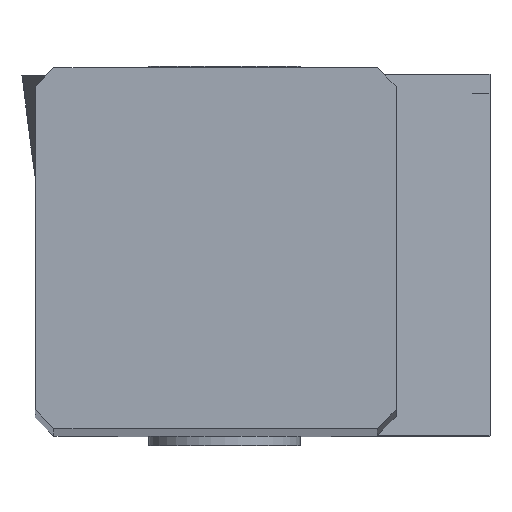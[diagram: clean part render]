
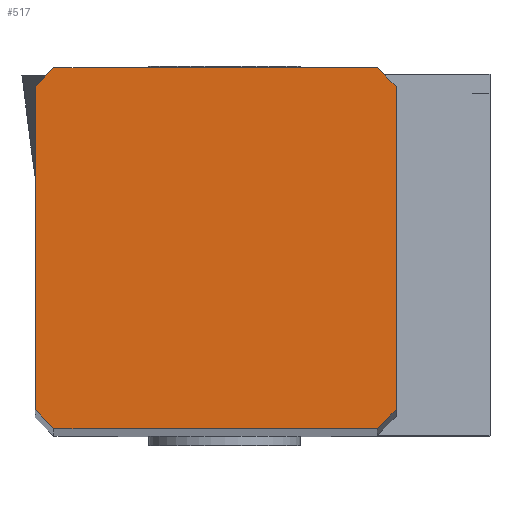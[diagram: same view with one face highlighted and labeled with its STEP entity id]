
A CAD part, top view. The second image highlights one B-rep face of the part: STEP entity #517.
In plain terms, the highlighted planar face has unit normal (0, 0, 1).
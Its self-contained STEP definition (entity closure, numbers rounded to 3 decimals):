
#448=FACE_OUTER_BOUND('',#631,.T.);
#517=ADVANCED_FACE('',(#448),#578,.T.);
#578=PLANE('',#1895);
#631=EDGE_LOOP('',(#791,#792,#793,#794,#795,#796,#797,#798));
#791=ORIENTED_EDGE('',*,*,#1246,.T.);
#792=ORIENTED_EDGE('',*,*,#1247,.F.);
#793=ORIENTED_EDGE('',*,*,#1248,.F.);
#794=ORIENTED_EDGE('',*,*,#1249,.F.);
#795=ORIENTED_EDGE('',*,*,#1245,.T.);
#796=ORIENTED_EDGE('',*,*,#1233,.F.);
#797=ORIENTED_EDGE('',*,*,#1229,.F.);
#798=ORIENTED_EDGE('',*,*,#1250,.F.);
#1091=VERTEX_POINT('',#2517);
#1092=VERTEX_POINT('',#2519);
#1095=VERTEX_POINT('',#2527);
#1102=VERTEX_POINT('',#2565);
#1105=VERTEX_POINT('',#2573);
#1106=VERTEX_POINT('',#2574);
#1107=VERTEX_POINT('',#2576);
#1108=VERTEX_POINT('',#2578);
#1229=EDGE_CURVE('',#1091,#1092,#1527,.T.);
#1233=EDGE_CURVE('',#1092,#1095,#1529,.T.);
#1245=EDGE_CURVE('',#1102,#1095,#1540,.T.);
#1246=EDGE_CURVE('',#1105,#1106,#1541,.T.);
#1247=EDGE_CURVE('',#1107,#1106,#1542,.T.);
#1248=EDGE_CURVE('',#1108,#1107,#1543,.T.);
#1249=EDGE_CURVE('',#1102,#1108,#1544,.T.);
#1250=EDGE_CURVE('',#1105,#1091,#1545,.T.);
#1527=LINE('',#2518,#1641);
#1529=LINE('',#2526,#1643);
#1540=LINE('',#2570,#1654);
#1541=LINE('',#2572,#1655);
#1542=LINE('',#2575,#1656);
#1543=LINE('',#2577,#1657);
#1544=LINE('',#2579,#1658);
#1545=LINE('',#2580,#1659);
#1641=VECTOR('',#2121,1.);
#1643=VECTOR('',#2129,1.);
#1654=VECTOR('',#2144,1.);
#1655=VECTOR('',#2147,1.);
#1656=VECTOR('',#2148,1.);
#1657=VECTOR('',#2149,1.);
#1658=VECTOR('',#2150,1.);
#1659=VECTOR('',#2151,1.);
#1895=AXIS2_PLACEMENT_3D('',#2581,#2152,#2153);
#2121=DIRECTION('',(-1.,0.,0.));
#2129=DIRECTION('',(-0.707,0.707,0.));
#2144=DIRECTION('',(0.,-1.,0.));
#2147=DIRECTION('',(0.,1.,0.));
#2148=DIRECTION('',(0.707,-0.707,0.));
#2149=DIRECTION('',(1.,0.,0.));
#2150=DIRECTION('',(0.707,0.707,0.));
#2151=DIRECTION('',(-0.707,-0.707,0.));
#2152=DIRECTION('',(0.,0.,1.));
#2153=DIRECTION('',(1.,0.,0.));
#2517=CARTESIAN_POINT('',(-0.5,0.,0.));
#2518=CARTESIAN_POINT('',(-0.5,0.,0.));
#2519=CARTESIAN_POINT('',(-9.025,0.,0.));
#2526=CARTESIAN_POINT('',(-9.025,0.,0.));
#2527=CARTESIAN_POINT('',(-9.525,0.5,0.));
#2565=CARTESIAN_POINT('',(-9.525,9.025,0.));
#2570=CARTESIAN_POINT('',(-9.525,9.025,0.));
#2572=CARTESIAN_POINT('',(0.,0.5,0.));
#2573=CARTESIAN_POINT('',(0.,0.5,0.));
#2574=CARTESIAN_POINT('',(0.,9.025,0.));
#2575=CARTESIAN_POINT('',(-0.5,9.525,0.));
#2576=CARTESIAN_POINT('',(-0.5,9.525,0.));
#2577=CARTESIAN_POINT('',(-9.025,9.525,0.));
#2578=CARTESIAN_POINT('',(-9.025,9.525,0.));
#2579=CARTESIAN_POINT('',(-9.525,9.025,0.));
#2580=CARTESIAN_POINT('',(0.,0.5,0.));
#2581=CARTESIAN_POINT('',(-4.763,4.763,0.));
